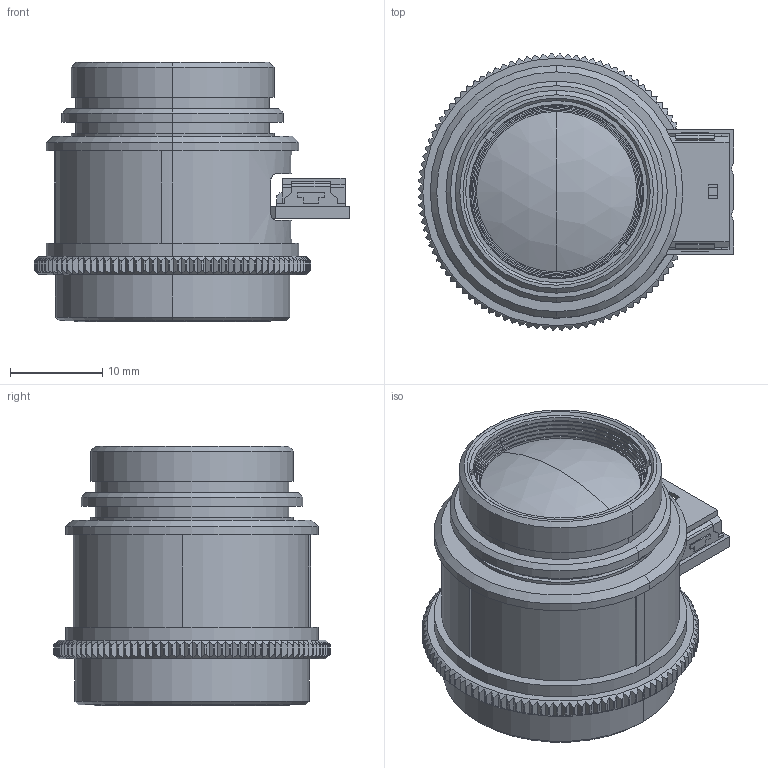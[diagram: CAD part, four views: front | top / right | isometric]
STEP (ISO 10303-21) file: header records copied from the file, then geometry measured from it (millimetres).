
FILE_DESCRIPTION (( 'STEP AP214' ), '1' );
FILE_NAME ('6GF35408EA030LL0_001_STEP.STEP', '2019-03-05T14:45:37', ( '' ), ( '' ), 'SwSTEP 2.0', 'SolidWorks 2014', '' );
FILE_SCHEMA (( 'AUTOMOTIVE_DESIGN' ));
Length unit declared in the file: millimetre
Products named in the file (2): Body; 6GF35408EA030LL0_001_STEP
Assembly tree (1 placements, depth 2):
  6GF35408EA030LL0_001_STEP
    Body
Bounding box: 34.19 x 29.98 x 28.11 mm (x, y, z)
Volume: 13410.4 mm3; surface area: 4915.3 mm2
Topology: 1 solids, 1 shells, 624 faces, 1770 edges, 1170 vertices
Faces by surface type: plane 427, cylinder 170, cone 23, sphere 4
Entity records: 27568 total; most frequent: CARTESIAN_POINT 4917, ORIENTED_EDGE 3540, DIRECTION 2966, EDGE_CURVE 1770, VERTEX_POINT 1170, AXIS2_PLACEMENT_3D 1006, VECTOR 954, LINE 954
